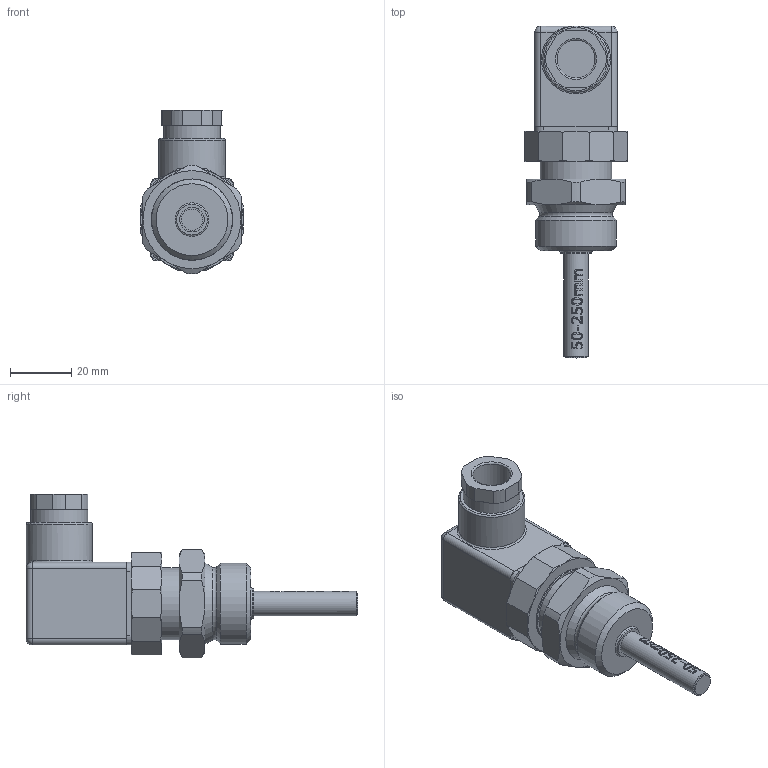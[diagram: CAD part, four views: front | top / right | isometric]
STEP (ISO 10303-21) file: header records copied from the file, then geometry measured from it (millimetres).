
FILE_DESCRIPTION((''),'2;1');
FILE_NAME('WEB084Z8037.step','2014-11-10T12:38:41',(''),(''),'Autodesk Inventor 2012','Autodesk Inventor 2012','');
FILE_SCHEMA(('AUTOMOTIVE_DESIGN { 1 2 10303 214 0 1 1 1 }'));
Length unit declared in the file: millimetre
Products named in the file (1): WEB084Z8037
Bounding box: 33.5 x 108.36 x 53.54 mm (x, y, z)
Volume: 58724.8 mm3; surface area: 12875.7 mm2
Topology: 1 solids, 1 shells, 304 faces, 787 edges, 498 vertices
Faces by surface type: plane 117, bspline 81, cylinder 49, cone 45, torus 7, sphere 5
Full cylindrical faces by diameter (mm): 6 x1, 6.8 x1, 6.95 x1, 8 x1, 10 x1, 12.4 x1, 18.6 x1, 21.6 x1, 23.5 x1, 26.441 x1
Entity records: 30710 total; most frequent: CARTESIAN_POINT 24257, ORIENTED_EDGE 1448, DIRECTION 1050, EDGE_CURVE 724, VERTEX_POINT 470, AXIS2_PLACEMENT_3D 394, EDGE_LOOP 344, FACE_OUTER_BOUND 300
